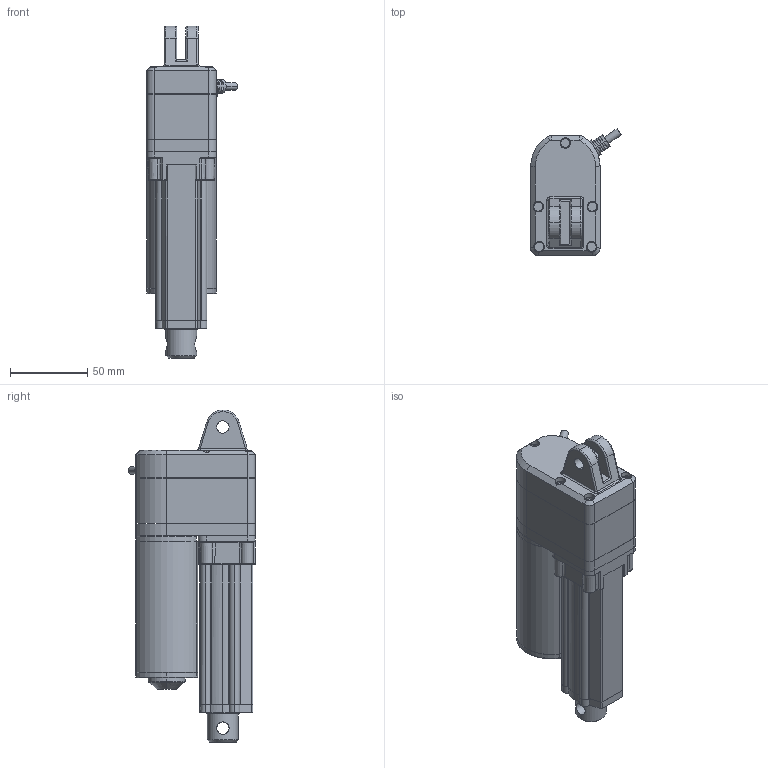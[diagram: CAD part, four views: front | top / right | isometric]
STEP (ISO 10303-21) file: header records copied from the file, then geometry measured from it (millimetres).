
FILE_DESCRIPTION( ('This file contains a STEP AP42 implementation' ,'as created by ZW3D STEP Interface translator.') ,'2;1' );
FILE_NAME( 'FY019-50-195（常规电位计）.stp' ,'231219.1141 4', (''), ('ZWCAD Software Co.'), 'Version 1.0', 'ZW3D to STEP translator', '' );
FILE_SCHEMA(('AUTOMOTIVE_DESIGN { 1 0 10303 214 1 1 1 1 }'));
Length unit declared in the file: millimetre
Products named in the file (2): 0; FY019-150-295（常规电位计）
Bounding box: 58.8 x 82.19 x 215 mm (x, y, z)
Volume: 5061 mm3; surface area: 60904.4 mm2
Topology: 1 solids, 8 shells, 422 faces, 1175 edges, 745 vertices
Faces by surface type: cylinder 159, plane 114, bspline 94, torus 40, cone 15
Full cylindrical faces by diameter (mm): 8 x1, 20 x1
Entity records: 16489 total; most frequent: CARTESIAN_POINT 5728, DIRECTION 2192, ORIENTED_EDGE 2059, EDGE_CURVE 1161, AXIS2_PLACEMENT_3D 874, VERTEX_POINT 745, CIRCLE 545, EDGE_LOOP 463
